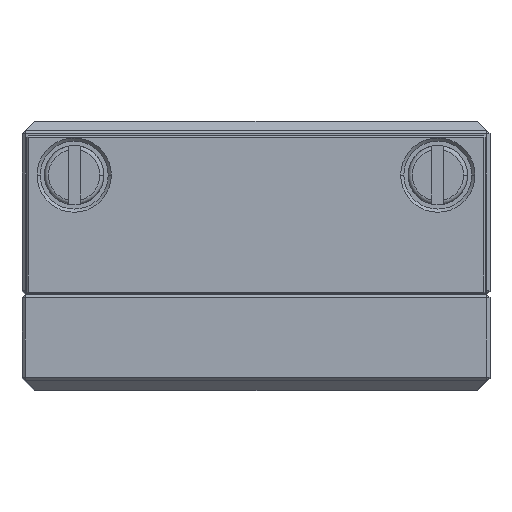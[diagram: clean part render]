
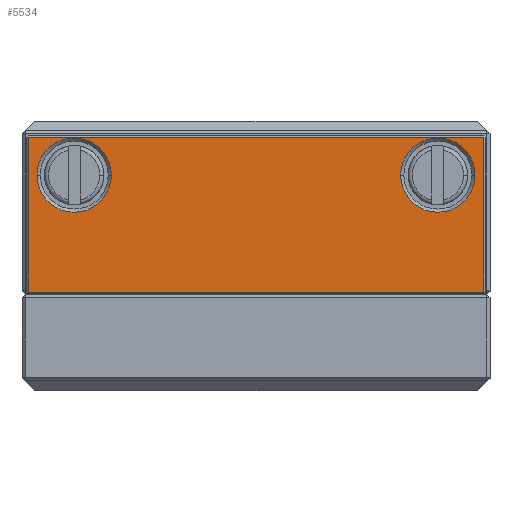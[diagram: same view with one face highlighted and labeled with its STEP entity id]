
A CAD part, top view. The second image highlights one B-rep face of the part: STEP entity #5534.
In plain terms, the highlighted planar face has unit normal (0, 0, 1).
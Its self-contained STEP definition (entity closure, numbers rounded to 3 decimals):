
#4197=FACE_BOUND('',#7512,.T.);
#4198=FACE_BOUND('',#7513,.T.);
#4199=FACE_BOUND('',#7514,.T.);
#4351=PLANE('',#21883);
#5534=ADVANCED_FACE('',(#4197,#4198,#4199),#4351,.T.);
#7512=EDGE_LOOP('',(#12467,#12468,#12469,#12470));
#7513=EDGE_LOOP('',(#12471,#12472));
#7514=EDGE_LOOP('',(#12473,#12474));
#8605=LINE('',#27176,#10480);
#8606=LINE('',#27179,#10481);
#8607=LINE('',#27181,#10482);
#8608=LINE('',#27183,#10483);
#10480=VECTOR('',#23050,1.);
#10481=VECTOR('',#23051,1.);
#10482=VECTOR('',#23052,1.);
#10483=VECTOR('',#23053,1.);
#12467=ORIENTED_EDGE('',*,*,#19097,.T.);
#12468=ORIENTED_EDGE('',*,*,#19098,.T.);
#12469=ORIENTED_EDGE('',*,*,#19099,.T.);
#12470=ORIENTED_EDGE('',*,*,#19100,.T.);
#12471=ORIENTED_EDGE('',*,*,#19027,.T.);
#12472=ORIENTED_EDGE('',*,*,#19096,.T.);
#12473=ORIENTED_EDGE('',*,*,#19031,.T.);
#12474=ORIENTED_EDGE('',*,*,#19095,.T.);
#17387=VERTEX_POINT('',#26912);
#17388=VERTEX_POINT('',#26914);
#17391=VERTEX_POINT('',#26921);
#17392=VERTEX_POINT('',#26923);
#17431=VERTEX_POINT('',#27177);
#17432=VERTEX_POINT('',#27178);
#17433=VERTEX_POINT('',#27180);
#17434=VERTEX_POINT('',#27182);
#19027=EDGE_CURVE('',#17388,#17387,#21555,.T.);
#19031=EDGE_CURVE('',#17392,#17391,#21557,.T.);
#19095=EDGE_CURVE('',#17391,#17392,#21588,.T.);
#19096=EDGE_CURVE('',#17387,#17388,#21589,.T.);
#19097=EDGE_CURVE('',#17431,#17432,#8605,.T.);
#19098=EDGE_CURVE('',#17432,#17433,#8606,.T.);
#19099=EDGE_CURVE('',#17433,#17434,#8607,.T.);
#19100=EDGE_CURVE('',#17434,#17431,#8608,.T.);
#21555=CIRCLE('',#21818,2.35);
#21557=CIRCLE('',#21821,2.35);
#21588=CIRCLE('',#21879,2.35);
#21589=CIRCLE('',#21881,2.35);
#21818=AXIS2_PLACEMENT_3D('',#26913,#22893,#22894);
#21821=AXIS2_PLACEMENT_3D('',#26922,#22901,#22902);
#21879=AXIS2_PLACEMENT_3D('',#27172,#23042,#23043);
#21881=AXIS2_PLACEMENT_3D('',#27174,#23046,#23047);
#21883=AXIS2_PLACEMENT_3D('',#27184,#23054,#23055);
#22893=DIRECTION('',(0.,0.,-1.));
#22894=DIRECTION('',(1.,0.,0.));
#22901=DIRECTION('',(0.,0.,-1.));
#22902=DIRECTION('',(1.,0.,0.));
#23042=DIRECTION('',(0.,0.,-1.));
#23043=DIRECTION('',(1.,0.,0.));
#23046=DIRECTION('',(0.,0.,-1.));
#23047=DIRECTION('',(1.,0.,0.));
#23050=DIRECTION('',(0.,-1.,0.));
#23051=DIRECTION('',(1.,0.,0.));
#23052=DIRECTION('',(0.,1.,0.));
#23053=DIRECTION('',(-1.,0.,0.));
#23054=DIRECTION('',(0.,0.,1.));
#23055=DIRECTION('',(1.,0.,0.));
#26912=CARTESIAN_POINT('',(9.15,13.58,21.));
#26913=CARTESIAN_POINT('',(11.5,13.58,21.));
#26914=CARTESIAN_POINT('',(13.85,13.58,21.));
#26921=CARTESIAN_POINT('',(-13.85,13.58,21.));
#26922=CARTESIAN_POINT('',(-11.5,13.58,21.));
#26923=CARTESIAN_POINT('',(-9.15,13.58,21.));
#27172=CARTESIAN_POINT('',(-11.5,13.58,21.));
#27174=CARTESIAN_POINT('',(11.5,13.58,21.));
#27176=CARTESIAN_POINT('',(-14.4,6.08,21.));
#27177=CARTESIAN_POINT('',(-14.4,15.98,21.));
#27178=CARTESIAN_POINT('',(-14.4,6.18,21.));
#27179=CARTESIAN_POINT('',(14.5,6.18,21.));
#27180=CARTESIAN_POINT('',(14.4,6.18,21.));
#27181=CARTESIAN_POINT('',(14.4,16.08,21.));
#27182=CARTESIAN_POINT('',(14.4,15.98,21.));
#27183=CARTESIAN_POINT('',(-14.5,15.98,21.));
#27184=CARTESIAN_POINT('',(-14.5,6.08,21.));
